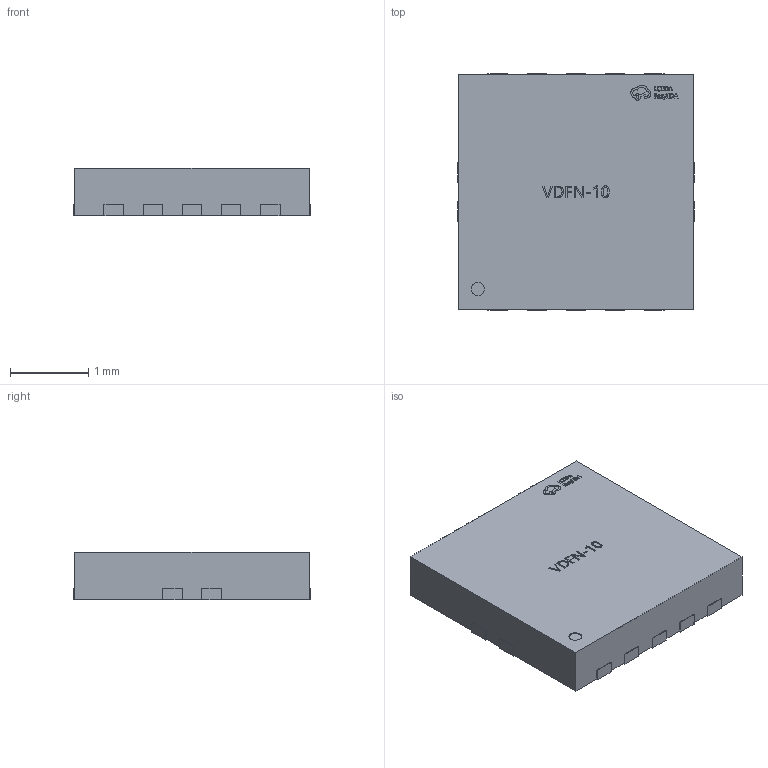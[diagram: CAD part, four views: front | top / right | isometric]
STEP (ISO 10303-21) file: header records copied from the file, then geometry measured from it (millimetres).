
FILE_DESCRIPTION (( 'STEP AP214' ), '1' );
FILE_NAME ('VSON-10_L3.0-W3.0-H0.6-P0.50_TPS.step', '2022-07-26T09:30:29', ( '' ), ( '' ), 'SwSTEP 2.0', 'SolidWorks 2020', '' );
FILE_SCHEMA (( 'AUTOMOTIVE_DESIGN' ));
Length unit declared in the file: millimetre
Products named in the file (1): VSON-10_L3.0-W3.0-H0.6-P0.50_TPS
Bounding box: 3.02 x 3.02 x 0.61 mm (x, y, z)
Volume: 5.5 mm3; surface area: 25.7 mm2
Topology: 14 solids, 14 shells, 462 faces, 1251 edges, 834 vertices
Faces by surface type: plane 328, bspline 132, cylinder 2
Entity records: 21796 total; most frequent: CARTESIAN_POINT 5800, ORIENTED_EDGE 2502, DIRECTION 1649, EDGE_CURVE 1251, LINE 979, VECTOR 979, VERTEX_POINT 834, EDGE_LOOP 491
